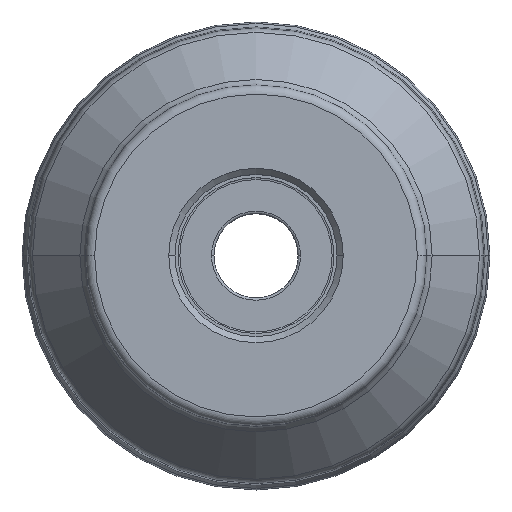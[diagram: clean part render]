
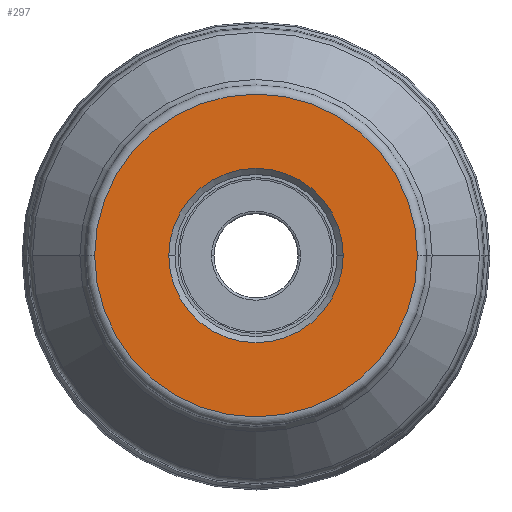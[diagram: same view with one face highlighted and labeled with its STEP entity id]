
A CAD part, top view. The second image highlights one B-rep face of the part: STEP entity #297.
In plain terms, the highlighted planar face has unit normal (0, 0, 1).
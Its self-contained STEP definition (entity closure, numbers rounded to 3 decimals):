
#30=PLANE('',#2692);
#38=FACE_BOUND('',#577,.T.);
#39=FACE_BOUND('',#578,.T.);
#297=ADVANCED_FACE('',(#38,#39),#30,.F.);
#577=EDGE_LOOP('',(#1072,#1073,#1074,#1075));
#578=EDGE_LOOP('',(#1076,#1077,#1078,#1079));
#1072=ORIENTED_EDGE('',*,*,#1669,.F.);
#1073=ORIENTED_EDGE('',*,*,#1673,.F.);
#1074=ORIENTED_EDGE('',*,*,#1672,.T.);
#1075=ORIENTED_EDGE('',*,*,#1670,.T.);
#1076=ORIENTED_EDGE('',*,*,#1674,.T.);
#1077=ORIENTED_EDGE('',*,*,#1675,.T.);
#1078=ORIENTED_EDGE('',*,*,#1676,.T.);
#1079=ORIENTED_EDGE('',*,*,#1677,.T.);
#1378=VERTEX_POINT('',#5481);
#1379=VERTEX_POINT('',#5483);
#1380=VERTEX_POINT('',#5485);
#1381=VERTEX_POINT('',#5489);
#1382=VERTEX_POINT('',#5493);
#1383=VERTEX_POINT('',#5494);
#1384=VERTEX_POINT('',#5496);
#1385=VERTEX_POINT('',#5498);
#1669=EDGE_CURVE('',#1378,#1379,#2034,.T.);
#1670=EDGE_CURVE('',#1380,#1379,#2035,.T.);
#1672=EDGE_CURVE('',#1381,#1380,#2037,.T.);
#1673=EDGE_CURVE('',#1381,#1378,#2038,.T.);
#1674=EDGE_CURVE('',#1382,#1383,#2039,.T.);
#1675=EDGE_CURVE('',#1383,#1384,#2040,.T.);
#1676=EDGE_CURVE('',#1384,#1385,#2041,.T.);
#1677=EDGE_CURVE('',#1385,#1382,#2042,.T.);
#2034=CIRCLE('',#2681,26.282);
#2035=CIRCLE('',#2682,26.282);
#2037=CIRCLE('',#2685,26.282);
#2038=CIRCLE('',#2686,26.282);
#2039=CIRCLE('',#2688,14.2);
#2040=CIRCLE('',#2689,14.2);
#2041=CIRCLE('',#2690,14.2);
#2042=CIRCLE('',#2691,14.2);
#2681=AXIS2_PLACEMENT_3D('',#5482,#3365,#3366);
#2682=AXIS2_PLACEMENT_3D('',#5484,#3367,#3368);
#2685=AXIS2_PLACEMENT_3D('',#5488,#3373,#3374);
#2686=AXIS2_PLACEMENT_3D('',#5490,#3375,#3376);
#2688=AXIS2_PLACEMENT_3D('',#5492,#3379,#3380);
#2689=AXIS2_PLACEMENT_3D('',#5495,#3381,#3382);
#2690=AXIS2_PLACEMENT_3D('',#5497,#3383,#3384);
#2691=AXIS2_PLACEMENT_3D('',#5499,#3385,#3386);
#2692=AXIS2_PLACEMENT_3D('',#5500,#3387,#3388);
#3365=DIRECTION('',(0.,0.,-1.));
#3366=DIRECTION('',(-1.,0.,0.));
#3367=DIRECTION('',(0.,0.,1.));
#3368=DIRECTION('',(1.,0.,0.));
#3373=DIRECTION('',(0.,0.,1.));
#3374=DIRECTION('',(1.,0.,0.));
#3375=DIRECTION('',(0.,0.,-1.));
#3376=DIRECTION('',(-1.,0.,0.));
#3379=DIRECTION('',(0.,0.,-1.));
#3380=DIRECTION('',(0.,-1.,0.));
#3381=DIRECTION('',(0.,0.,-1.));
#3382=DIRECTION('',(-1.,0.,0.));
#3383=DIRECTION('',(0.,0.,-1.));
#3384=DIRECTION('',(0.,1.,0.));
#3385=DIRECTION('',(0.,0.,-1.));
#3386=DIRECTION('',(1.,0.,0.));
#3387=DIRECTION('',(0.,0.,-1.));
#3388=DIRECTION('',(1.,0.,0.));
#5481=CARTESIAN_POINT('',(-26.282,0.,0.));
#5482=CARTESIAN_POINT('',(0.,0.,0.));
#5483=CARTESIAN_POINT('',(-26.281,0.021,0.));
#5484=CARTESIAN_POINT('',(0.,0.,0.));
#5485=CARTESIAN_POINT('',(26.282,0.,0.));
#5488=CARTESIAN_POINT('',(0.,0.,0.));
#5489=CARTESIAN_POINT('',(26.281,-0.021,0.));
#5490=CARTESIAN_POINT('',(0.,0.,0.));
#5492=CARTESIAN_POINT('',(0.,0.,0.));
#5493=CARTESIAN_POINT('',(0.,-14.2,0.));
#5494=CARTESIAN_POINT('',(-14.2,0.,0.));
#5495=CARTESIAN_POINT('',(0.,0.,0.));
#5496=CARTESIAN_POINT('',(0.,14.2,0.));
#5497=CARTESIAN_POINT('',(0.,0.,0.));
#5498=CARTESIAN_POINT('',(14.2,0.,0.));
#5499=CARTESIAN_POINT('',(0.,0.,0.));
#5500=CARTESIAN_POINT('',(0.,0.,0.));
